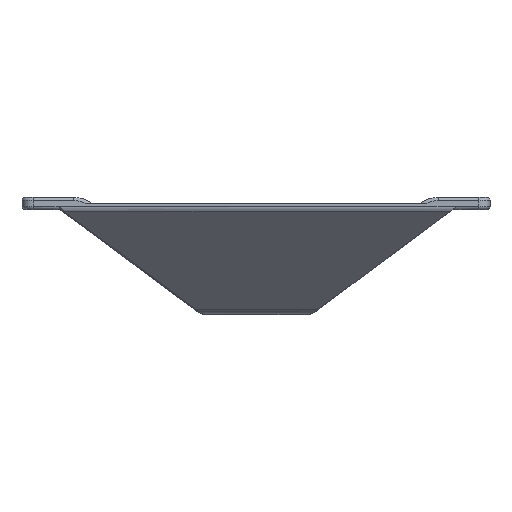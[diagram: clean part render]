
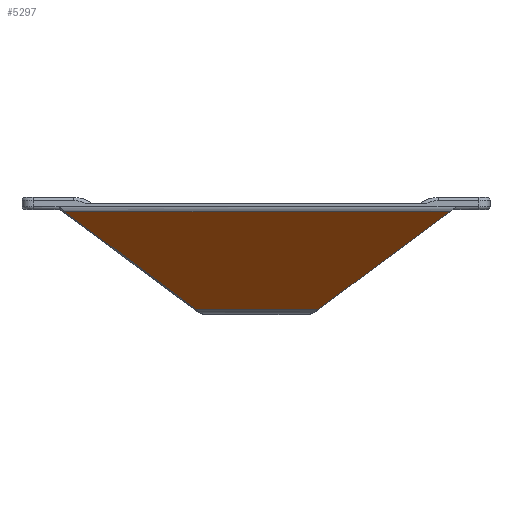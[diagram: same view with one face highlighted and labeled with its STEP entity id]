
A CAD part, front view. The second image highlights one B-rep face of the part: STEP entity #5297.
In plain terms, the highlighted planar face has unit normal (0, -0.707, -0.707).
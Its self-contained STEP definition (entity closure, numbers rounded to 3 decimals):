
#700=FACE_OUTER_BOUND('',#1013,.T.);
#1013=EDGE_LOOP('',(#4377,#4378,#4379,#4380));
#1453=LINE('',#8943,#1900);
#1455=LINE('',#9046,#1902);
#1457=LINE('',#9052,#1904);
#1458=LINE('',#9053,#1905);
#1900=VECTOR('',#7016,10.);
#1902=VECTOR('',#7030,10.);
#1904=VECTOR('',#7036,10.);
#1905=VECTOR('',#7037,10.);
#2436=VERTEX_POINT('',#8937);
#2437=VERTEX_POINT('',#8941);
#2442=VERTEX_POINT('',#9045);
#2444=VERTEX_POINT('',#9051);
#3109=EDGE_CURVE('',#2436,#2437,#1453,.T.);
#3117=EDGE_CURVE('',#2437,#2442,#1455,.T.);
#3120=EDGE_CURVE('',#2444,#2436,#1457,.T.);
#3121=EDGE_CURVE('',#2444,#2442,#1458,.T.);
#4377=ORIENTED_EDGE('',*,*,#3109,.F.);
#4378=ORIENTED_EDGE('',*,*,#3120,.F.);
#4379=ORIENTED_EDGE('',*,*,#3121,.T.);
#4380=ORIENTED_EDGE('',*,*,#3117,.F.);
#5089=PLANE('',#5785);
#5297=ADVANCED_FACE('',(#700),#5089,.T.);
#5785=AXIS2_PLACEMENT_3D('',#9050,#7034,#7035);
#7016=DIRECTION('',(-0.689,-0.512,0.512));
#7030=DIRECTION('',(1.,0.,0.));
#7034=DIRECTION('center_axis',(0.,-0.707,-0.707));
#7035=DIRECTION('ref_axis',(0.,0.707,-0.707));
#7036=DIRECTION('',(-1.,0.,0.));
#7037=DIRECTION('',(0.689,-0.512,0.512));
#8937=CARTESIAN_POINT('',(-18.536,-14.826,-33.036));
#8941=CARTESIAN_POINT('',(-59.362,-45.159,-2.703));
#8943=CARTESIAN_POINT('',(-24.828,-19.501,-28.361));
#9045=CARTESIAN_POINT('',(59.797,-45.159,-2.703));
#9046=CARTESIAN_POINT('',(34.391,-45.159,-2.703));
#9050=CARTESIAN_POINT('Origin',(0.,-45.862,-2.));
#9051=CARTESIAN_POINT('',(18.971,-14.826,-33.036));
#9052=CARTESIAN_POINT('',(0.,-14.826,-33.036));
#9053=CARTESIAN_POINT('',(22.077,-17.134,-30.728));
